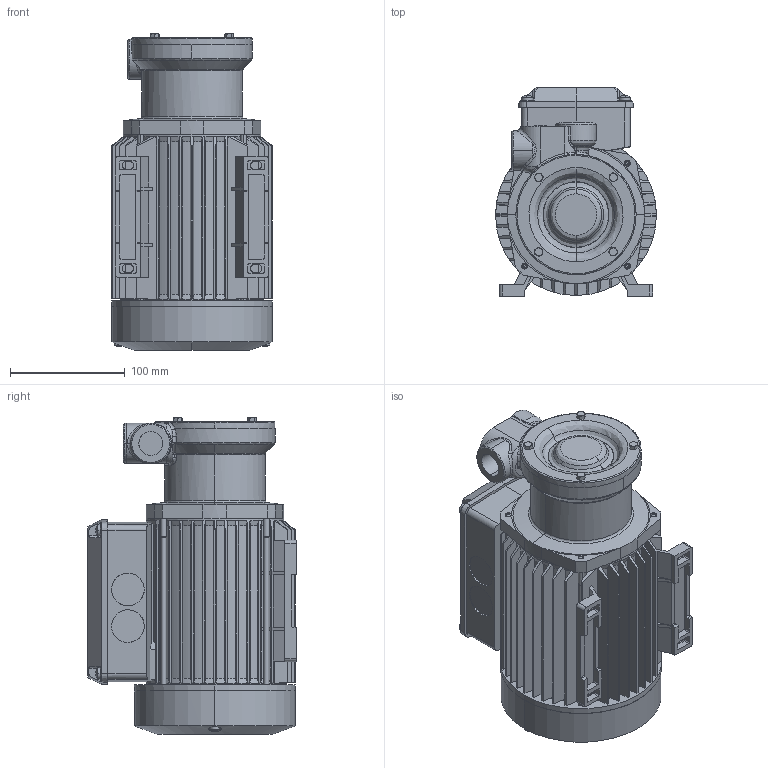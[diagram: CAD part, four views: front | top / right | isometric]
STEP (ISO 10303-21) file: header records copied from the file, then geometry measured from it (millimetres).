
FILE_DESCRIPTION (( 'STEP AP214' ), '1' );
FILE_NAME ('4_93_450_06_REV00.step', '2021-09-29T14:24:50', ( '' ), ( '' ), 'SwSTEP 2.0', 'SolidWorks 2020', '' );
FILE_SCHEMA (( 'AUTOMOTIVE_DESIGN' ));
Length unit declared in the file: millimetre
Products named in the file (1): 4_93_450_06_REV00
Bounding box: 140.5 x 182 x 276.5 mm (x, y, z)
Volume: 3753600.9 mm3; surface area: 308322.3 mm2
Topology: 1 solids, 1 shells, 1108 faces, 3010 edges, 1954 vertices
Faces by surface type: plane 618, cylinder 230, cone 152, bspline 94, sphere 12, torus 2
Entity records: 52180 total; most frequent: CARTESIAN_POINT 26470, ORIENTED_EDGE 5982, DIRECTION 4246, EDGE_CURVE 2991, VERTEX_POINT 1954, VECTOR 1634, LINE 1634, AXIS2_PLACEMENT_3D 1306
